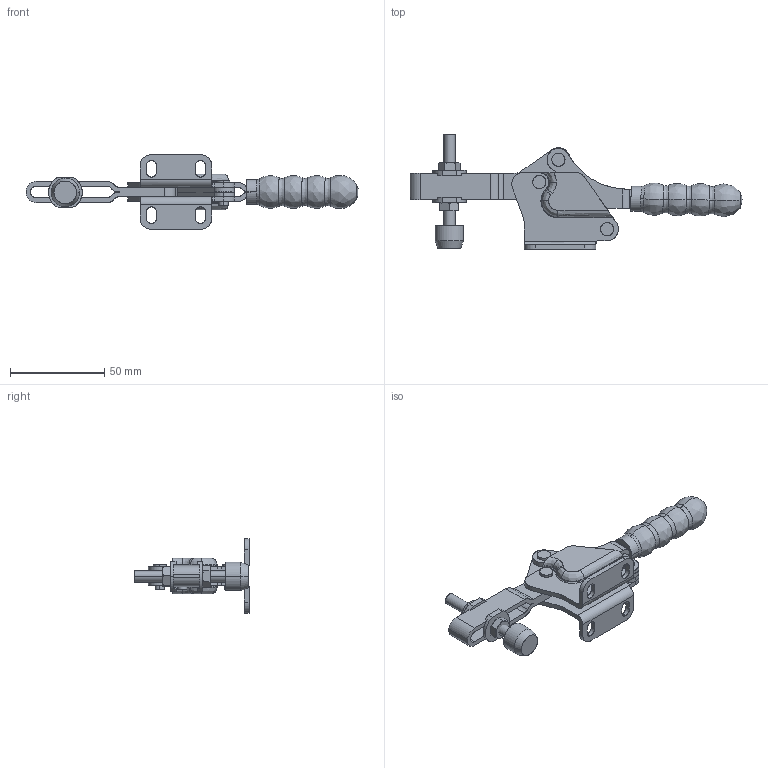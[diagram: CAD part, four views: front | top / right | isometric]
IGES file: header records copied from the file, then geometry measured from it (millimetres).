
Start section: SolidWorks IGES file using analytic representation for surfaces
Global section: file name: H150-2B.IGS; native system: SolidWorks 2016; preprocessor: SolidWorks 2016; author: AndyW; date: 170516.135125; units: millimetre
Bounding box: 175.76 x 60.52 x 39.69 mm (x, y, z)
Surface area: 34482.5 mm2 (no closed solid volume)
Topology: 0 solids, 0 shells, 402 faces, 5521 edges, 5519 vertices
Faces by surface type: revolution 210, bspline 192
